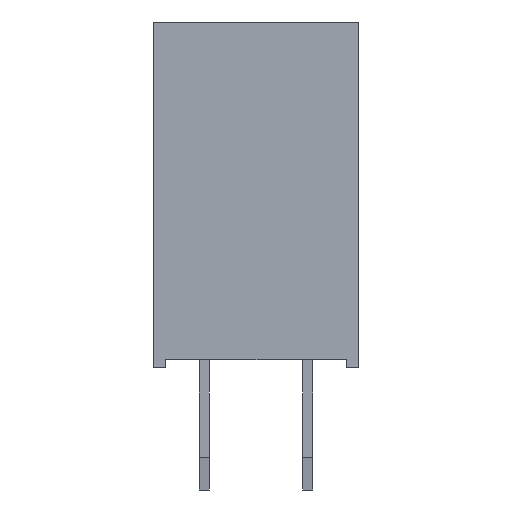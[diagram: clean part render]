
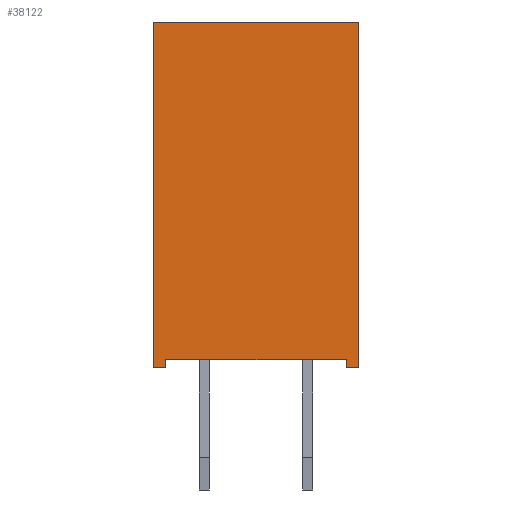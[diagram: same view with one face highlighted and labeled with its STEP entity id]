
A CAD part, left-side view. The second image highlights one B-rep face of the part: STEP entity #38122.
In plain terms, the highlighted planar face has unit normal (-1, 0, 0).
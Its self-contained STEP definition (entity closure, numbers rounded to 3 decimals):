
#2434=FACE_OUTER_BOUND('',#4506,.T.);
#4506=EDGE_LOOP('',(#25949,#25950,#25951,#25952,#25953,#25954,#25955,#25956));
#6812=LINE('',#54858,#11444);
#6815=LINE('',#54863,#11447);
#6817=LINE('',#54867,#11449);
#6827=LINE('',#54887,#11459);
#6858=LINE('',#54949,#11490);
#6868=LINE('',#54968,#11500);
#6869=LINE('',#54970,#11501);
#6870=LINE('',#54971,#11502);
#11444=VECTOR('',#43947,0.3);
#11447=VECTOR('',#43952,8.5);
#11449=VECTOR('',#43956,5.04);
#11459=VECTOR('',#43968,8.5);
#11490=VECTOR('',#44023,4.44);
#11500=VECTOR('',#44045,0.3);
#11501=VECTOR('',#44048,0.2);
#11502=VECTOR('',#44049,0.2);
#16022=VERTEX_POINT('',#54855);
#16023=VERTEX_POINT('',#54857);
#16024=VERTEX_POINT('',#54861);
#16025=VERTEX_POINT('',#54865);
#16034=VERTEX_POINT('',#54885);
#16052=VERTEX_POINT('',#54946);
#16053=VERTEX_POINT('',#54948);
#16056=VERTEX_POINT('',#54966);
#19764=EDGE_CURVE('',#16023,#16022,#6812,.T.);
#19767=EDGE_CURVE('',#16022,#16024,#6815,.T.);
#19769=EDGE_CURVE('',#16024,#16025,#6817,.T.);
#19779=EDGE_CURVE('',#16025,#16034,#6827,.T.);
#19810=EDGE_CURVE('',#16053,#16052,#6858,.T.);
#19820=EDGE_CURVE('',#16034,#16056,#6868,.T.);
#19821=EDGE_CURVE('',#16056,#16053,#6869,.T.);
#19822=EDGE_CURVE('',#16052,#16023,#6870,.T.);
#25949=ORIENTED_EDGE('',*,*,#19767,.T.);
#25950=ORIENTED_EDGE('',*,*,#19769,.T.);
#25951=ORIENTED_EDGE('',*,*,#19779,.T.);
#25952=ORIENTED_EDGE('',*,*,#19820,.T.);
#25953=ORIENTED_EDGE('',*,*,#19821,.T.);
#25954=ORIENTED_EDGE('',*,*,#19810,.T.);
#25955=ORIENTED_EDGE('',*,*,#19822,.T.);
#25956=ORIENTED_EDGE('',*,*,#19764,.T.);
#36542=PLANE('',#40300);
#38122=ADVANCED_FACE('',(#2434),#36542,.T.);
#40300=AXIS2_PLACEMENT_3D('',#54969,#44046,#44047);
#43947=DIRECTION('',(0.,0.,1.));
#43952=DIRECTION('',(0.,1.,0.));
#43956=DIRECTION('',(0.,0.,-1.));
#43968=DIRECTION('',(0.,-1.,0.));
#44023=DIRECTION('',(0.,0.,1.));
#44045=DIRECTION('',(0.,0.,1.));
#44046=DIRECTION('center_axis',(-1.,0.,0.));
#44047=DIRECTION('ref_axis',(0.,0.,1.));
#44048=DIRECTION('',(0.,1.,0.));
#44049=DIRECTION('',(0.,-1.,0.));
#54855=CARTESIAN_POINT('',(-1.47,-8.5,2.52));
#54857=CARTESIAN_POINT('',(-1.47,-8.5,2.22));
#54858=CARTESIAN_POINT('',(-1.47,-8.5,2.22));
#54861=CARTESIAN_POINT('',(-1.47,0.,2.52));
#54863=CARTESIAN_POINT('',(-1.47,-8.5,2.52));
#54865=CARTESIAN_POINT('',(-1.47,0.,-2.52));
#54867=CARTESIAN_POINT('',(-1.47,0.,2.52));
#54885=CARTESIAN_POINT('',(-1.47,-8.5,-2.52));
#54887=CARTESIAN_POINT('',(-1.47,0.,-2.52));
#54946=CARTESIAN_POINT('',(-1.47,-8.3,2.22));
#54948=CARTESIAN_POINT('',(-1.47,-8.3,-2.22));
#54949=CARTESIAN_POINT('',(-1.47,-8.3,-2.22));
#54966=CARTESIAN_POINT('',(-1.47,-8.5,-2.22));
#54968=CARTESIAN_POINT('',(-1.47,-8.5,-2.52));
#54969=CARTESIAN_POINT('Origin',(-1.47,0.,0.));
#54970=CARTESIAN_POINT('',(-1.47,-8.5,-2.22));
#54971=CARTESIAN_POINT('',(-1.47,-8.3,2.22));
